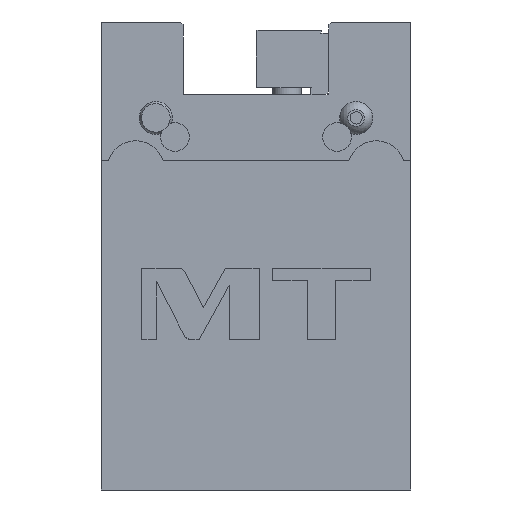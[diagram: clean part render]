
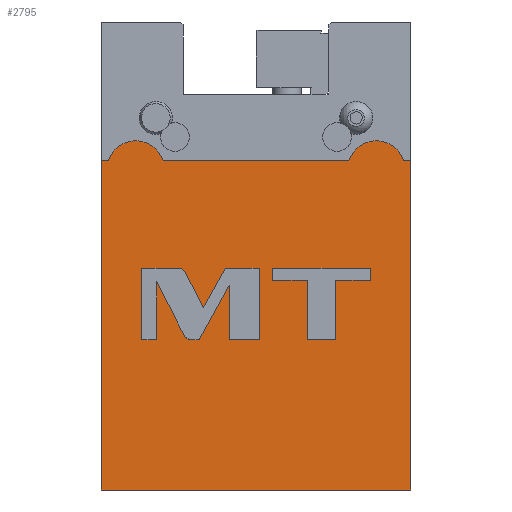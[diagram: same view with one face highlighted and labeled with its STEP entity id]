
A CAD part, left-side view. The second image highlights one B-rep face of the part: STEP entity #2795.
In plain terms, the highlighted planar face has unit normal (-1, 0, 0).
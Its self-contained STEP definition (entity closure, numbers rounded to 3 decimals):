
#429=DIRECTION('',(0.,0.,1.));
#430=VECTOR('',#429,115.);
#431=CARTESIAN_POINT('',(-36.,-54.,-65.));
#432=LINE('',#431,#430);
#594=DIRECTION('',(0.,0.,1.));
#595=VECTOR('',#594,115.);
#596=CARTESIAN_POINT('',(-36.,54.,-65.));
#597=LINE('',#596,#595);
#622=CARTESIAN_POINT('',(-36.,42.,47.));
#623=DIRECTION('',(-1.,0.,0.));
#624=DIRECTION('',(0.,-0.954,0.3));
#625=AXIS2_PLACEMENT_3D('',#622,#623,#624);
#632=DIRECTION('',(0.,-1.,0.));
#633=VECTOR('',#632,64.921);
#634=CARTESIAN_POINT('',(-36.,32.461,50.));
#635=LINE('',#634,#633);
#636=DIRECTION('',(0.,-1.,0.));
#637=VECTOR('',#636,2.461);
#638=CARTESIAN_POINT('',(-36.,-51.539,50.));
#639=LINE('',#638,#637);
#640=DIRECTION('',(0.,-1.,0.));
#641=VECTOR('',#640,2.461);
#642=CARTESIAN_POINT('',(-36.,54.,50.));
#643=LINE('',#642,#641);
#644=CARTESIAN_POINT('',(-36.,24.713,10.872));
#645=CARTESIAN_POINT('',(-36.,25.232,11.876));
#646=CARTESIAN_POINT('',(-36.,26.257,12.5));
#647=CARTESIAN_POINT('',(-36.,27.387,12.5));
#649=DIRECTION('',(0.,1.,0.));
#650=VECTOR('',#649,12.568);
#651=CARTESIAN_POINT('',(-36.,27.387,12.5));
#652=LINE('',#651,#650);
#653=DIRECTION('',(0.,0.,-1.));
#654=VECTOR('',#653,25.);
#655=CARTESIAN_POINT('',(-36.,39.955,12.5));
#656=LINE('',#655,#654);
#657=DIRECTION('',(0.,-1.,0.));
#658=VECTOR('',#657,5.2);
#659=CARTESIAN_POINT('',(-36.,39.955,-12.5));
#660=LINE('',#659,#658);
#661=DIRECTION('',(0.,0.,1.));
#662=VECTOR('',#661,20.253);
#663=CARTESIAN_POINT('',(-36.,34.755,-12.5));
#664=LINE('',#663,#662);
#665=DIRECTION('',(0.,-0.459,-0.888));
#666=VECTOR('',#665,20.967);
#667=CARTESIAN_POINT('',(-36.,34.755,7.753));
#668=LINE('',#667,#666);
#669=CARTESIAN_POINT('',(-36.,25.125,-10.872));
#670=CARTESIAN_POINT('',(-36.,24.605,-11.877));
#671=CARTESIAN_POINT('',(-36.,23.579,-12.5));
#672=CARTESIAN_POINT('',(-36.,22.448,-12.5));
#674=DIRECTION('',(0.,-1.,0.));
#675=VECTOR('',#674,2.608);
#676=CARTESIAN_POINT('',(-36.,22.448,-12.5));
#677=LINE('',#676,#675);
#678=DIRECTION('',(0.,-0.481,0.877));
#679=VECTOR('',#678,21.691);
#680=CARTESIAN_POINT('',(-36.,19.84,-12.5));
#681=LINE('',#680,#679);
#682=DIRECTION('',(0.,0.,-1.));
#683=VECTOR('',#682,19.015);
#684=CARTESIAN_POINT('',(-36.,9.402,6.515));
#685=LINE('',#684,#683);
#686=DIRECTION('',(0.,-1.,0.));
#687=VECTOR('',#686,10.52);
#688=CARTESIAN_POINT('',(-36.,9.402,-12.5));
#689=LINE('',#688,#687);
#690=DIRECTION('',(0.,0.,1.));
#691=VECTOR('',#690,25.);
#692=CARTESIAN_POINT('',(-36.,-1.118,-12.5));
#693=LINE('',#692,#691);
#694=DIRECTION('',(0.,1.,0.));
#695=VECTOR('',#694,11.86);
#696=CARTESIAN_POINT('',(-36.,-1.118,12.5));
#697=LINE('',#696,#695);
#698=DIRECTION('',(0.,0.481,-0.877));
#699=VECTOR('',#698,15.851);
#700=CARTESIAN_POINT('',(-36.,10.742,12.5));
#701=LINE('',#700,#699);
#702=DIRECTION('',(0.,0.459,0.888));
#703=VECTOR('',#702,13.81);
#704=CARTESIAN_POINT('',(-36.,18.37,-1.395));
#705=LINE('',#704,#703);
#706=DIRECTION('',(0.,0.,-1.));
#707=VECTOR('',#706,20.743);
#708=CARTESIAN_POINT('',(-36.,-17.931,8.243));
#709=LINE('',#708,#707);
#710=DIRECTION('',(0.,-1.,0.));
#711=VECTOR('',#710,9.903);
#712=CARTESIAN_POINT('',(-36.,-17.931,-12.5));
#713=LINE('',#712,#711);
#714=DIRECTION('',(0.,0.,1.));
#715=VECTOR('',#714,20.743);
#716=CARTESIAN_POINT('',(-36.,-27.834,-12.5));
#717=LINE('',#716,#715);
#718=DIRECTION('',(0.,-1.,0.));
#719=VECTOR('',#718,12.12);
#720=CARTESIAN_POINT('',(-36.,-27.834,8.243));
#721=LINE('',#720,#719);
#722=DIRECTION('',(0.,0.,1.));
#723=VECTOR('',#722,4.257);
#724=CARTESIAN_POINT('',(-36.,-39.954,8.243));
#725=LINE('',#724,#723);
#726=DIRECTION('',(0.,1.,0.));
#727=VECTOR('',#726,34.143);
#728=CARTESIAN_POINT('',(-36.,-39.954,12.5));
#729=LINE('',#728,#727);
#730=DIRECTION('',(0.,0.,-1.));
#731=VECTOR('',#730,4.257);
#732=CARTESIAN_POINT('',(-36.,-5.811,12.5));
#733=LINE('',#732,#731);
#734=DIRECTION('',(0.,-1.,0.));
#735=VECTOR('',#734,12.12);
#736=CARTESIAN_POINT('',(-36.,-5.811,8.243));
#737=LINE('',#736,#735);
#746=CARTESIAN_POINT('',(-36.,-42.,47.));
#747=DIRECTION('',(-1.,0.,0.));
#748=DIRECTION('',(0.,-0.954,0.3));
#749=AXIS2_PLACEMENT_3D('',#746,#747,#748);
#760=DIRECTION('',(0.,-1.,0.));
#761=VECTOR('',#760,108.);
#762=CARTESIAN_POINT('',(-36.,54.,-65.));
#763=LINE('',#762,#761);
#1514=CARTESIAN_POINT('',(-36.,-54.,50.));
#1516=VERTEX_POINT('',#1514);
#1517=CARTESIAN_POINT('',(-36.,-54.,-65.));
#1518=VERTEX_POINT('',#1517);
#1520=CARTESIAN_POINT('',(-36.,54.,50.));
#1522=VERTEX_POINT('',#1520);
#1523=CARTESIAN_POINT('',(-36.,54.,-65.));
#1524=VERTEX_POINT('',#1523);
#1573=CARTESIAN_POINT('',(-36.,-51.539,50.));
#1575=VERTEX_POINT('',#1573);
#1577=CARTESIAN_POINT('',(-36.,-32.461,50.));
#1579=VERTEX_POINT('',#1577);
#1581=CARTESIAN_POINT('',(-36.,32.461,50.));
#1583=VERTEX_POINT('',#1581);
#1585=CARTESIAN_POINT('',(-36.,51.539,50.));
#1587=VERTEX_POINT('',#1585);
#1896=VERTEX_POINT('',#644);
#1897=VERTEX_POINT('',#647);
#1898=CARTESIAN_POINT('',(-36.,39.955,12.5));
#1899=VERTEX_POINT('',#1898);
#1900=CARTESIAN_POINT('',(-36.,39.955,-12.5));
#1901=VERTEX_POINT('',#1900);
#1902=CARTESIAN_POINT('',(-36.,34.755,-12.5));
#1903=VERTEX_POINT('',#1902);
#1904=CARTESIAN_POINT('',(-36.,34.755,7.753));
#1905=VERTEX_POINT('',#1904);
#1906=CARTESIAN_POINT('',(-36.,25.125,-10.872));
#1907=VERTEX_POINT('',#1906);
#1908=VERTEX_POINT('',#672);
#1909=CARTESIAN_POINT('',(-36.,19.84,-12.5));
#1910=VERTEX_POINT('',#1909);
#1911=CARTESIAN_POINT('',(-36.,9.402,6.515));
#1912=VERTEX_POINT('',#1911);
#1913=CARTESIAN_POINT('',(-36.,9.402,-12.5));
#1914=VERTEX_POINT('',#1913);
#1915=CARTESIAN_POINT('',(-36.,-1.118,-12.5));
#1916=VERTEX_POINT('',#1915);
#1917=CARTESIAN_POINT('',(-36.,-1.118,12.5));
#1918=VERTEX_POINT('',#1917);
#1919=CARTESIAN_POINT('',(-36.,10.742,12.5));
#1920=VERTEX_POINT('',#1919);
#1921=CARTESIAN_POINT('',(-36.,18.37,-1.395));
#1922=VERTEX_POINT('',#1921);
#1923=CARTESIAN_POINT('',(-36.,-17.931,8.243));
#1924=CARTESIAN_POINT('',(-36.,-17.931,-12.5));
#1925=VERTEX_POINT('',#1923);
#1926=VERTEX_POINT('',#1924);
#1927=CARTESIAN_POINT('',(-36.,-27.834,-12.5));
#1928=VERTEX_POINT('',#1927);
#1929=CARTESIAN_POINT('',(-36.,-27.834,8.243));
#1930=VERTEX_POINT('',#1929);
#1931=CARTESIAN_POINT('',(-36.,-39.954,8.243));
#1932=VERTEX_POINT('',#1931);
#1933=CARTESIAN_POINT('',(-36.,-39.954,12.5));
#1934=VERTEX_POINT('',#1933);
#1935=CARTESIAN_POINT('',(-36.,-5.811,12.5));
#1936=VERTEX_POINT('',#1935);
#1937=CARTESIAN_POINT('',(-36.,-5.811,8.243));
#1938=VERTEX_POINT('',#1937);
#2726=CARTESIAN_POINT('',(-36.,54.,50.));
#2727=DIRECTION('',(1.,0.,0.));
#2728=DIRECTION('',(0.,0.,-1.));
#2729=AXIS2_PLACEMENT_3D('',#2726,#2727,#2728);
#2730=PLANE('',#2729);
#2732=ORIENTED_EDGE('',*,*,#2731,.T.);
#2734=ORIENTED_EDGE('',*,*,#2733,.F.);
#2736=ORIENTED_EDGE('',*,*,#2735,.T.);
#2737=ORIENTED_EDGE('',*,*,#2470,.F.);
#2739=ORIENTED_EDGE('',*,*,#2738,.F.);
#2740=ORIENTED_EDGE('',*,*,#2652,.T.);
#2741=ORIENTED_EDGE('',*,*,#2705,.T.);
#2742=ORIENTED_EDGE('',*,*,#2717,.F.);
#2743=EDGE_LOOP('',(#2732,#2734,#2736,#2737,#2739,#2740,#2741,#2742));
#2744=FACE_OUTER_BOUND('',#2743,.F.);
#2746=ORIENTED_EDGE('',*,*,#2745,.T.);
#2748=ORIENTED_EDGE('',*,*,#2747,.T.);
#2750=ORIENTED_EDGE('',*,*,#2749,.T.);
#2752=ORIENTED_EDGE('',*,*,#2751,.T.);
#2754=ORIENTED_EDGE('',*,*,#2753,.T.);
#2756=ORIENTED_EDGE('',*,*,#2755,.T.);
#2758=ORIENTED_EDGE('',*,*,#2757,.T.);
#2760=ORIENTED_EDGE('',*,*,#2759,.T.);
#2762=ORIENTED_EDGE('',*,*,#2761,.T.);
#2764=ORIENTED_EDGE('',*,*,#2763,.T.);
#2766=ORIENTED_EDGE('',*,*,#2765,.T.);
#2768=ORIENTED_EDGE('',*,*,#2767,.T.);
#2770=ORIENTED_EDGE('',*,*,#2769,.T.);
#2772=ORIENTED_EDGE('',*,*,#2771,.T.);
#2774=ORIENTED_EDGE('',*,*,#2773,.T.);
#2775=EDGE_LOOP('',(#2746,#2748,#2750,#2752,#2754,#2756,#2758,#2760,#2762,#2764,
#2766,#2768,#2770,#2772,#2774));
#2776=FACE_BOUND('',#2775,.F.);
#2778=ORIENTED_EDGE('',*,*,#2777,.T.);
#2780=ORIENTED_EDGE('',*,*,#2779,.T.);
#2782=ORIENTED_EDGE('',*,*,#2781,.T.);
#2784=ORIENTED_EDGE('',*,*,#2783,.T.);
#2786=ORIENTED_EDGE('',*,*,#2785,.T.);
#2788=ORIENTED_EDGE('',*,*,#2787,.T.);
#2790=ORIENTED_EDGE('',*,*,#2789,.T.);
#2792=ORIENTED_EDGE('',*,*,#2791,.T.);
#2793=EDGE_LOOP('',(#2778,#2780,#2782,#2784,#2786,#2788,#2790,#2792));
#2794=FACE_BOUND('',#2793,.F.);
#2795=ADVANCED_FACE('',(#2744,#2776,#2794),#2730,.F.);
#626=CIRCLE('',#625,10.);
#648=B_SPLINE_CURVE_WITH_KNOTS('',3,(#644,#645,#646,#647),.UNSPECIFIED.,.F.,.F.,
(4,4),(0.,1.),.UNSPECIFIED.);
#673=B_SPLINE_CURVE_WITH_KNOTS('',3,(#669,#670,#671,#672),.UNSPECIFIED.,.F.,.F.,
(4,4),(0.,1.),.UNSPECIFIED.);
#750=CIRCLE('',#749,10.);
#2470=EDGE_CURVE('',#1518,#1516,#432,.T.);
#2652=EDGE_CURVE('',#1524,#1522,#597,.T.);
#2705=EDGE_CURVE('',#1522,#1587,#643,.T.);
#2717=EDGE_CURVE('',#1583,#1587,#626,.T.);
#2731=EDGE_CURVE('',#1583,#1579,#635,.T.);
#2733=EDGE_CURVE('',#1575,#1579,#750,.T.);
#2735=EDGE_CURVE('',#1575,#1516,#639,.T.);
#2738=EDGE_CURVE('',#1524,#1518,#763,.T.);
#2745=EDGE_CURVE('',#1896,#1897,#648,.T.);
#2747=EDGE_CURVE('',#1897,#1899,#652,.T.);
#2749=EDGE_CURVE('',#1899,#1901,#656,.T.);
#2751=EDGE_CURVE('',#1901,#1903,#660,.T.);
#2753=EDGE_CURVE('',#1903,#1905,#664,.T.);
#2755=EDGE_CURVE('',#1905,#1907,#668,.T.);
#2757=EDGE_CURVE('',#1907,#1908,#673,.T.);
#2759=EDGE_CURVE('',#1908,#1910,#677,.T.);
#2761=EDGE_CURVE('',#1910,#1912,#681,.T.);
#2763=EDGE_CURVE('',#1912,#1914,#685,.T.);
#2765=EDGE_CURVE('',#1914,#1916,#689,.T.);
#2767=EDGE_CURVE('',#1916,#1918,#693,.T.);
#2769=EDGE_CURVE('',#1918,#1920,#697,.T.);
#2771=EDGE_CURVE('',#1920,#1922,#701,.T.);
#2773=EDGE_CURVE('',#1922,#1896,#705,.T.);
#2777=EDGE_CURVE('',#1925,#1926,#709,.T.);
#2779=EDGE_CURVE('',#1926,#1928,#713,.T.);
#2781=EDGE_CURVE('',#1928,#1930,#717,.T.);
#2783=EDGE_CURVE('',#1930,#1932,#721,.T.);
#2785=EDGE_CURVE('',#1932,#1934,#725,.T.);
#2787=EDGE_CURVE('',#1934,#1936,#729,.T.);
#2789=EDGE_CURVE('',#1936,#1938,#733,.T.);
#2791=EDGE_CURVE('',#1938,#1925,#737,.T.);
